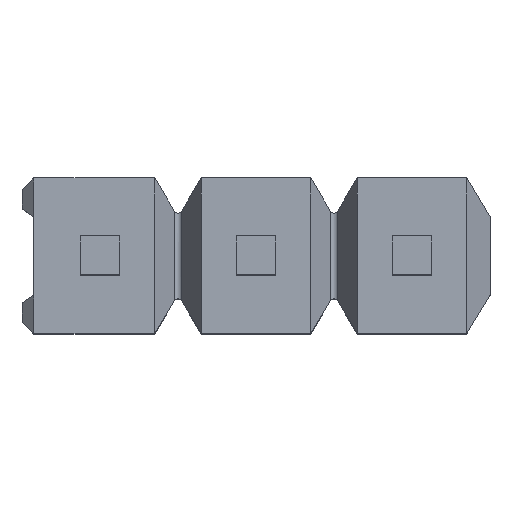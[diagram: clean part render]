
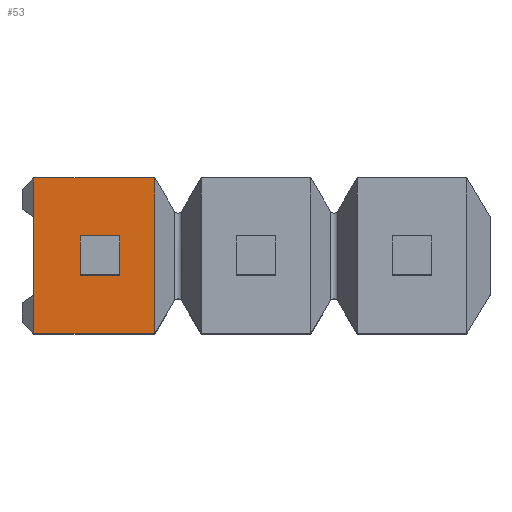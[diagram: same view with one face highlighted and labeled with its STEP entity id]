
A CAD part, top view. The second image highlights one B-rep face of the part: STEP entity #53.
In plain terms, the highlighted planar face has unit normal (0, 0, 1).
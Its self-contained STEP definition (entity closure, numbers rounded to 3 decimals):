
#53=ADVANCED_FACE('',(#158,#159),#160,.T.);
#158=FACE_OUTER_BOUND('',#354,.T.);
#159=FACE_BOUND('',#355,.T.);
#160=PLANE('',#356);
#354=EDGE_LOOP('',(#593,#594,#595,#596,#597,#598));
#355=EDGE_LOOP('',(#599,#600,#601,#602));
#356=AXIS2_PLACEMENT_3D('',#603,#604,#605);
#593=ORIENTED_EDGE('',*,*,#1286,.F.);
#594=ORIENTED_EDGE('',*,*,#1303,.F.);
#595=ORIENTED_EDGE('',*,*,#1304,.T.);
#596=ORIENTED_EDGE('',*,*,#1305,.F.);
#597=ORIENTED_EDGE('',*,*,#1306,.F.);
#598=ORIENTED_EDGE('',*,*,#1279,.F.);
#599=ORIENTED_EDGE('',*,*,#1307,.T.);
#600=ORIENTED_EDGE('',*,*,#1308,.T.);
#601=ORIENTED_EDGE('',*,*,#1309,.F.);
#602=ORIENTED_EDGE('',*,*,#1310,.F.);
#603=CARTESIAN_POINT('',(-3.0,1.0,0.0));
#604=DIRECTION('',(0.0,0.0,1.0));
#605=DIRECTION('',(1.0,0.0,0.0));
#1279=EDGE_CURVE('',#1514,#1515,#1516,.T.);
#1286=EDGE_CURVE('',#1524,#1514,#1526,.T.);
#1303=EDGE_CURVE('',#1559,#1524,#1560,.T.);
#1304=EDGE_CURVE('',#1559,#1561,#1562,.T.);
#1305=EDGE_CURVE('',#1563,#1561,#1564,.T.);
#1306=EDGE_CURVE('',#1515,#1563,#1565,.T.);
#1307=EDGE_CURVE('',#1566,#1567,#1568,.T.);
#1308=EDGE_CURVE('',#1567,#1569,#1570,.T.);
#1309=EDGE_CURVE('',#1571,#1569,#1572,.T.);
#1310=EDGE_CURVE('',#1566,#1571,#1573,.T.);
#1514=VERTEX_POINT('',#1887);
#1515=VERTEX_POINT('',#1888);
#1516=LINE('',#1889,#1890);
#1524=VERTEX_POINT('',#1903);
#1526=LINE('',#1906,#1907);
#1559=VERTEX_POINT('',#1956);
#1560=LINE('',#1957,#1958);
#1561=VERTEX_POINT('',#1959);
#1562=LINE('',#1960,#1961);
#1563=VERTEX_POINT('',#1962);
#1564=LINE('',#1963,#1964);
#1565=LINE('',#1965,#1966);
#1566=VERTEX_POINT('',#1967);
#1567=VERTEX_POINT('',#1968);
#1568=LINE('',#1969,#1970);
#1569=VERTEX_POINT('',#1971);
#1570=LINE('',#1972,#1973);
#1571=VERTEX_POINT('',#1974);
#1572=LINE('',#1975,#1976);
#1573=LINE('',#1977,#1978);
#1887=CARTESIAN_POINT('',(-2.85,0.5,0.0));
#1888=CARTESIAN_POINT('',(-2.85,1.0,0.0));
#1889=CARTESIAN_POINT('',(-2.85,0.5,0.0));
#1890=VECTOR('',#2484,0.5);
#1903=CARTESIAN_POINT('',(-2.85,-0.5,0.0));
#1906=CARTESIAN_POINT('',(-2.85,-0.5,0.0));
#1907=VECTOR('',#2491,1.0);
#1956=CARTESIAN_POINT('',(-2.85,-1.0,0.0));
#1957=CARTESIAN_POINT('',(-2.85,-1.0,0.0));
#1958=VECTOR('',#2508,0.5);
#1959=CARTESIAN_POINT('',(-1.3,-1.0,0.0));
#1960=CARTESIAN_POINT('',(-2.85,-1.0,0.0));
#1961=VECTOR('',#2509,1.55);
#1962=CARTESIAN_POINT('',(-1.3,1.0,0.0));
#1963=CARTESIAN_POINT('',(-1.3,1.0,0.0));
#1964=VECTOR('',#2510,2.0);
#1965=CARTESIAN_POINT('',(-2.85,1.0,0.0));
#1966=VECTOR('',#2511,1.55);
#1967=CARTESIAN_POINT('',(-2.25,-0.25,0.0));
#1968=CARTESIAN_POINT('',(-2.25,0.25,0.0));
#1969=CARTESIAN_POINT('',(-2.25,-0.25,0.0));
#1970=VECTOR('',#2512,0.5);
#1971=CARTESIAN_POINT('',(-1.75,0.25,0.0));
#1972=CARTESIAN_POINT('',(-2.25,0.25,0.0));
#1973=VECTOR('',#2513,0.5);
#1974=CARTESIAN_POINT('',(-1.75,-0.25,0.0));
#1975=CARTESIAN_POINT('',(-1.75,-0.25,0.0));
#1976=VECTOR('',#2514,0.5);
#1977=CARTESIAN_POINT('',(-2.25,-0.25,0.0));
#1978=VECTOR('',#2515,0.5);
#2484=DIRECTION('',(0.0,1.0,0.0));
#2491=DIRECTION('',(0.0,1.0,0.0));
#2508=DIRECTION('',(0.0,1.0,0.0));
#2509=DIRECTION('',(1.0,0.0,0.0));
#2510=DIRECTION('',(0.0,-1.0,0.0));
#2511=DIRECTION('',(1.0,0.0,0.0));
#2512=DIRECTION('',(0.0,1.0,0.0));
#2513=DIRECTION('',(1.0,0.0,0.0));
#2514=DIRECTION('',(0.0,1.0,0.0));
#2515=DIRECTION('',(1.0,0.0,0.0));
